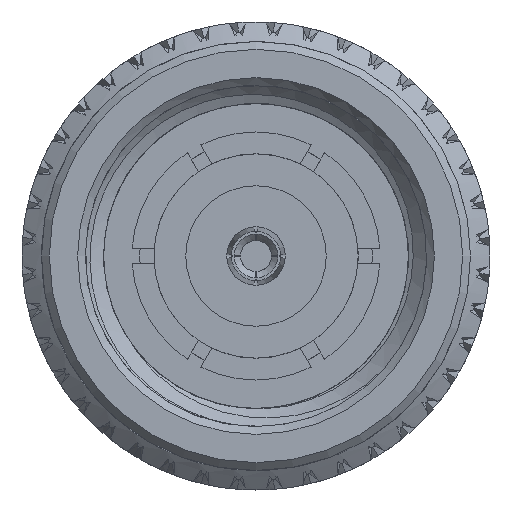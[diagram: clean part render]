
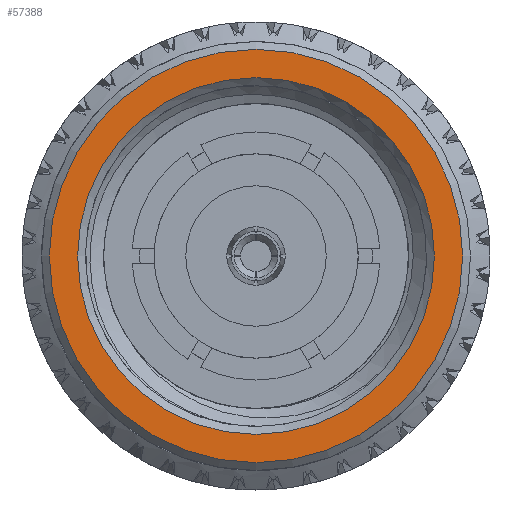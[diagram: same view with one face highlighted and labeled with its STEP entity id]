
A CAD part, left-side view. The second image highlights one B-rep face of the part: STEP entity #57388.
In plain terms, the highlighted planar face has unit normal (-1, 0, 0).
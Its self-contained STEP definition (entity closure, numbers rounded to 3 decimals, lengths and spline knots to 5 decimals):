
#2849 = VERTEX_POINT ( 'NONE', #67675 ) ;
#4438 = VERTEX_POINT ( 'NONE', #20524 ) ;
#5376 = EDGE_LOOP ( 'NONE', ( #102601 ) ) ;
#5897 = CIRCLE ( 'NONE', #43530, 0.265 ) ;
#13316 = DIRECTION ( 'NONE',  ( 1., 0., 0. ) ) ;
#20524 = CARTESIAN_POINT ( 'NONE',  ( 0., 0.265, 0. ) ) ;
#23993 = FACE_BOUND ( 'NONE', #62170, .T. ) ;
#28659 = CARTESIAN_POINT ( 'NONE',  ( 0., 0., 0. ) ) ;
#30442 = DIRECTION ( 'NONE',  ( 1., 0., 0. ) ) ;
#38465 = PLANE ( 'NONE',  #63710 ) ;
#43530 = AXIS2_PLACEMENT_3D ( 'NONE', #28659, #46336, #52756 ) ;
#46336 = DIRECTION ( 'NONE',  ( -1., 0., 0. ) ) ;
#47557 = ORIENTED_EDGE ( 'NONE', *, *, #95833, .T. ) ;
#48116 = FACE_OUTER_BOUND ( 'NONE', #5376, .T. ) ;
#52756 = DIRECTION ( 'NONE',  ( 0., 1., 0. ) ) ;
#57221 = CIRCLE ( 'NONE', #58957, 0.22875 ) ;
#57388 = ADVANCED_FACE ( 'NONE', ( #48116, #23993 ), #38465, .F. ) ;
#58957 = AXIS2_PLACEMENT_3D ( 'NONE', #87740, #13316, #104901 ) ;
#62170 = EDGE_LOOP ( 'NONE', ( #47557 ) ) ;
#63710 = AXIS2_PLACEMENT_3D ( 'NONE', #103846, #30442, #65202 ) ;
#65202 = DIRECTION ( 'NONE',  ( 0., 1., 0. ) ) ;
#67675 = CARTESIAN_POINT ( 'NONE',  ( 0., 0.22875, 0. ) ) ;
#77932 = EDGE_CURVE ( 'NONE', #4438, #4438, #5897, .T. ) ;
#87740 = CARTESIAN_POINT ( 'NONE',  ( 0., 0., 0. ) ) ;
#95833 = EDGE_CURVE ( 'NONE', #2849, #2849, #57221, .T. ) ;
#102601 = ORIENTED_EDGE ( 'NONE', *, *, #77932, .T. ) ;
#103846 = CARTESIAN_POINT ( 'NONE',  ( 0., 0.275, 0. ) ) ;
#104901 = DIRECTION ( 'NONE',  ( 0., 1., 0. ) ) ;
